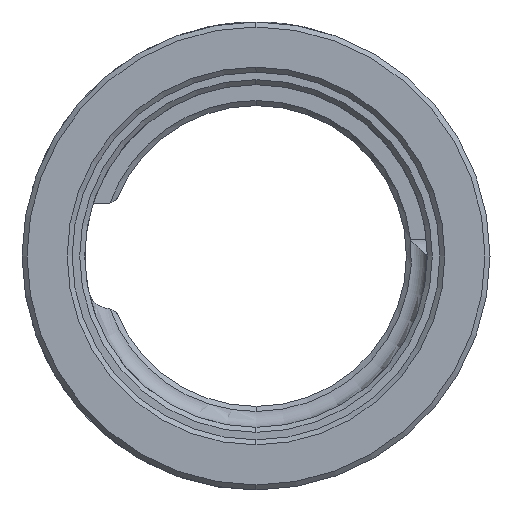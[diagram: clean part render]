
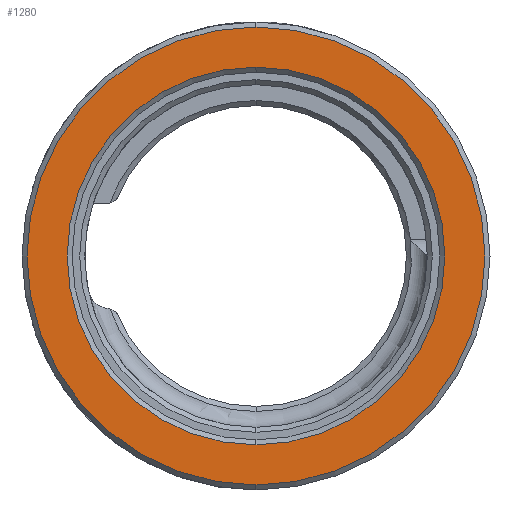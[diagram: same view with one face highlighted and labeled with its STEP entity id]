
A CAD part, left-side view. The second image highlights one B-rep face of the part: STEP entity #1280.
In plain terms, the highlighted planar face has unit normal (-1, 0, 0).
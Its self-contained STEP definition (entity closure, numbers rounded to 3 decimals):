
#40=PLANE('',#1425);
#272=VERTEX_POINT('',#1475);
#273=VERTEX_POINT('',#1476);
#278=VERTEX_POINT('',#1487);
#279=VERTEX_POINT('',#1489);
#395=CIRCLE('',#1312,13.7);
#398=CIRCLE('',#1316,11.3);
#464=CIRCLE('',#1426,11.3);
#465=CIRCLE('',#1427,13.7);
#481=EDGE_CURVE('',#272,#273,#395,.T.);
#487=EDGE_CURVE('',#279,#278,#398,.T.);
#651=EDGE_CURVE('',#278,#279,#464,.T.);
#652=EDGE_CURVE('',#273,#272,#465,.T.);
#917=ORIENTED_EDGE('',*,*,#487,.T.);
#918=ORIENTED_EDGE('',*,*,#651,.T.);
#919=ORIENTED_EDGE('',*,*,#652,.T.);
#920=ORIENTED_EDGE('',*,*,#481,.T.);
#1114=EDGE_LOOP('',(#917,#918));
#1115=EDGE_LOOP('',(#919,#920));
#1197=FACE_BOUND('',#1114,.T.);
#1198=FACE_BOUND('',#1115,.T.);
#1280=ADVANCED_FACE('',(#1197,#1198),#40,.F.);
#1312=AXIS2_PLACEMENT_3D('',#1474,#2214,#2215);
#1316=AXIS2_PLACEMENT_3D('',#1488,#2225,#2226);
#1425=AXIS2_PLACEMENT_3D('',#2151,#2500,$);
#1426=AXIS2_PLACEMENT_3D('',#2152,#2501,#2502);
#1427=AXIS2_PLACEMENT_3D('',#2153,#2503,#2504);
#1474=CARTESIAN_POINT('',(-50.,0.,0.));
#1475=CARTESIAN_POINT('',(-50.,0.,13.7));
#1476=CARTESIAN_POINT('',(-50.,0.,-13.7));
#1487=CARTESIAN_POINT('',(-50.,0.,-11.3));
#1488=CARTESIAN_POINT('',(-50.,0.,0.));
#1489=CARTESIAN_POINT('',(-50.,0.,11.3));
#2151=CARTESIAN_POINT('',(-50.,14.,0.));
#2152=CARTESIAN_POINT('',(-50.,0.,0.));
#2153=CARTESIAN_POINT('',(-50.,0.,0.));
#2214=DIRECTION('',(-1.,0.,0.));
#2215=DIRECTION('',(0.,0.,-13.7));
#2225=DIRECTION('',(1.,0.,0.));
#2226=DIRECTION('',(0.,0.,-11.3));
#2500=DIRECTION('',(1.,0.,0.));
#2501=DIRECTION('',(1.,0.,0.));
#2502=DIRECTION('',(0.,0.,-11.3));
#2503=DIRECTION('',(-1.,0.,0.));
#2504=DIRECTION('',(0.,0.,-13.7));
